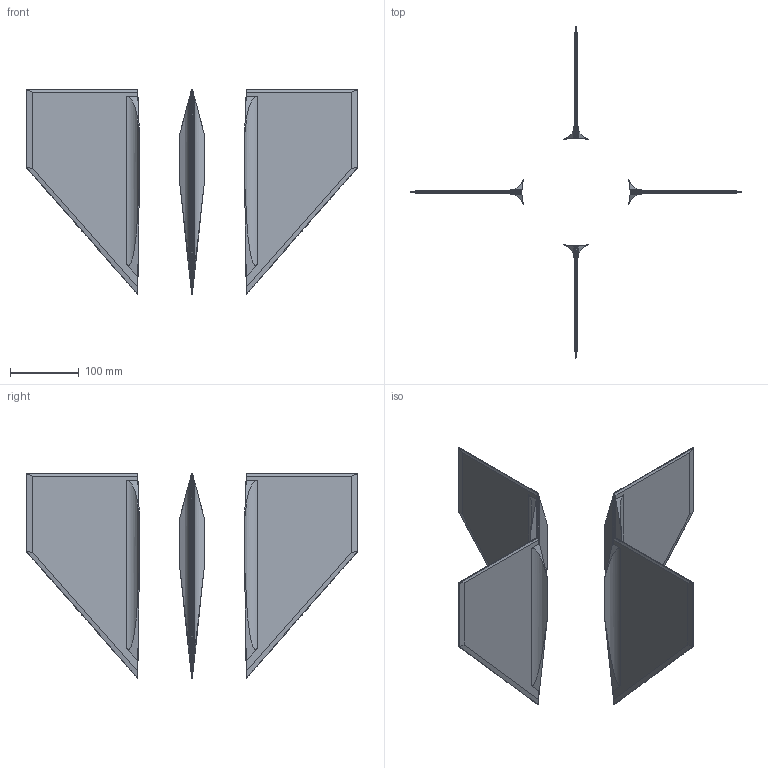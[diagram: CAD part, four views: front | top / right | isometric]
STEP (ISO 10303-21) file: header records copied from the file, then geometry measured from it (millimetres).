
FILE_DESCRIPTION (( 'STEP AP203' ), '1' );
FILE_NAME ('finCan_CoresAndEpoxyFillets.STEP', '2024-12-04T20:38:55', ( '' ), ( '' ), 'SwSTEP 2.0', 'SolidWorks 2024', '' );
FILE_SCHEMA (( 'CONFIG_CONTROL_DESIGN' ));
Length unit declared in the file: inch
Products named in the file (1): finCan_CoresAndEpoxyFillets
Bounding box: 481.12 x 481.12 x 297.54 mm (x, y, z)
Volume: 498410.8 mm3; surface area: 376363.9 mm2
Topology: 12 solids, 12 shells, 132 faces, 284 edges, 176 vertices
Faces by surface type: plane 80, cylinder 48, bspline 4
Entity records: 3589 total; most frequent: CARTESIAN_POINT 957, ORIENTED_EDGE 568, DIRECTION 446, EDGE_CURVE 284, LINE 188, VECTOR 188, VERTEX_POINT 176, EDGE_LOOP 132
